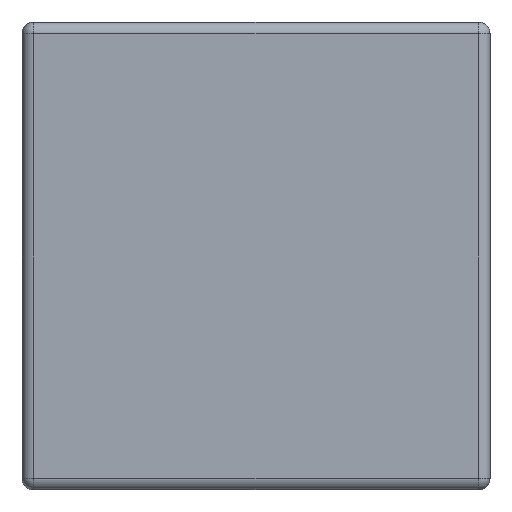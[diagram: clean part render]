
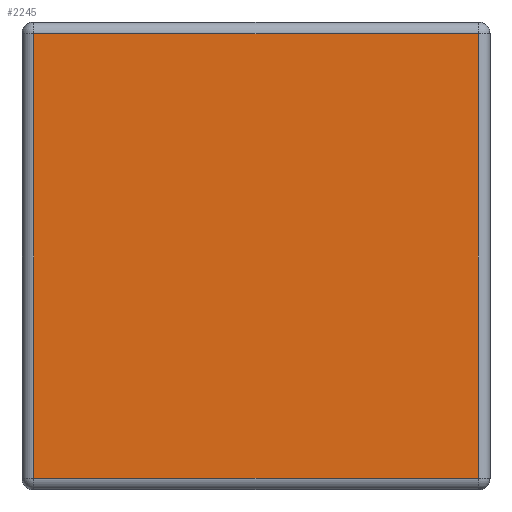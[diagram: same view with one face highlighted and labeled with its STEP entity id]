
A CAD part, front view. The second image highlights one B-rep face of the part: STEP entity #2245.
In plain terms, the highlighted face is planar.
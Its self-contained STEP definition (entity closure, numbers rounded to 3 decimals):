
#41 = CARTESIAN_POINT ( 'NONE',  ( 0.8, 0., 0.4 ) ) ;
#97 = CARTESIAN_POINT ( 'NONE',  ( 0.8, -0.38, 0.78 ) ) ;
#751 = CARTESIAN_POINT ( 'NONE',  ( 0.8, 0.38, 0.4 ) ) ;
#805 = PLANE ( 'NONE',  #6533 ) ;
#1238 = DIRECTION ( 'NONE',  ( 0., 1., 0. ) ) ;
#1946 = EDGE_CURVE ( 'NONE', #4266, #5118, #2428, .T. ) ;
#2245 = ADVANCED_FACE ( 'NONE', ( #8278 ), #805, .T. ) ;
#2428 = LINE ( 'NONE', #9113, #4724 ) ;
#3035 = EDGE_CURVE ( 'NONE', #5118, #6292, #9974, .T. ) ;
#3298 = CARTESIAN_POINT ( 'NONE',  ( 0.8, 0., 0.02 ) ) ;
#4250 = DIRECTION ( 'NONE',  ( 1., 0., 0. ) ) ;
#4266 = VERTEX_POINT ( 'NONE', #5999 ) ;
#4622 = CARTESIAN_POINT ( 'NONE',  ( 0.8, -0.38, 0.4 ) ) ;
#4724 = VECTOR ( 'NONE', #11155, 1000. ) ;
#5118 = VERTEX_POINT ( 'NONE', #97 ) ;
#5433 = ORIENTED_EDGE ( 'NONE', *, *, #3035, .T. ) ;
#5463 = EDGE_CURVE ( 'NONE', #6292, #6452, #7657, .T. ) ;
#5999 = CARTESIAN_POINT ( 'NONE',  ( 0.8, 0.38, 0.78 ) ) ;
#6096 = DIRECTION ( 'NONE',  ( 0., 0., 1. ) ) ;
#6292 = VERTEX_POINT ( 'NONE', #6900 ) ;
#6452 = VERTEX_POINT ( 'NONE', #12593 ) ;
#6533 = AXIS2_PLACEMENT_3D ( 'NONE', #41, #4250, #11847 ) ;
#6900 = CARTESIAN_POINT ( 'NONE',  ( 0.8, -0.38, 0.02 ) ) ;
#7656 = VECTOR ( 'NONE', #1238, 1000. ) ;
#7657 = LINE ( 'NONE', #3298, #7656 ) ;
#8278 = FACE_OUTER_BOUND ( 'NONE', #10896, .T. ) ;
#8910 = ORIENTED_EDGE ( 'NONE', *, *, #5463, .T. ) ;
#9113 = CARTESIAN_POINT ( 'NONE',  ( 0.8, 0., 0.78 ) ) ;
#9974 = LINE ( 'NONE', #4622, #13661 ) ;
#10016 = EDGE_CURVE ( 'NONE', #6452, #4266, #11307, .T. ) ;
#10896 = EDGE_LOOP ( 'NONE', ( #11262, #5433, #8910, #13403 ) ) ;
#11155 = DIRECTION ( 'NONE',  ( 0., -1., 0. ) ) ;
#11262 = ORIENTED_EDGE ( 'NONE', *, *, #1946, .T. ) ;
#11307 = LINE ( 'NONE', #751, #12153 ) ;
#11847 = DIRECTION ( 'NONE',  ( 0., 1., 0. ) ) ;
#12153 = VECTOR ( 'NONE', #6096, 1000. ) ;
#12593 = CARTESIAN_POINT ( 'NONE',  ( 0.8, 0.38, 0.02 ) ) ;
#13184 = DIRECTION ( 'NONE',  ( 0., 0., -1. ) ) ;
#13403 = ORIENTED_EDGE ( 'NONE', *, *, #10016, .T. ) ;
#13661 = VECTOR ( 'NONE', #13184, 1000. ) ;
